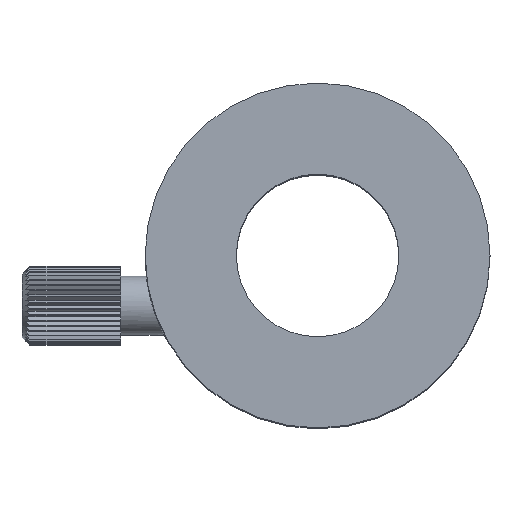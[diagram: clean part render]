
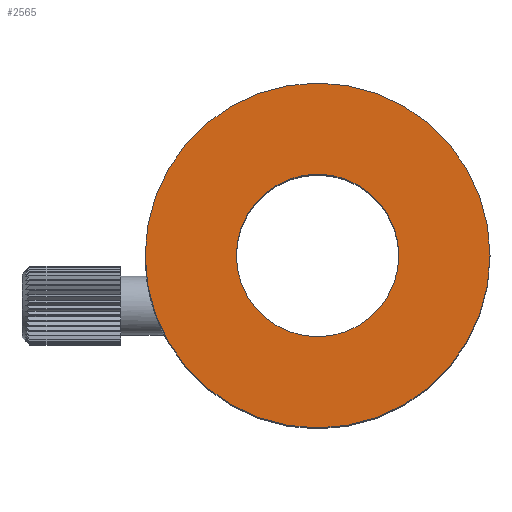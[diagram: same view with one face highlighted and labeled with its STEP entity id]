
A CAD part, top view. The second image highlights one B-rep face of the part: STEP entity #2565.
In plain terms, the highlighted planar face has unit normal (0, 0, 1).
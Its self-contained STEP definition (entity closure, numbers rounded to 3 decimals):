
#1155=VERTEX_POINT('',#3157);
#1343=VERTEX_POINT('',#3369);
#1515=EDGE_CURVE('',#1343,#2805,#3557,.T.);
#1741=VERTEX_POINT('',#3801);
#1869=EDGE_CURVE('',#1741,#1155,#3940,.T.);
#2263=EDGE_CURVE('',#2805,#1343,#4370,.T.);
#2565=ADVANCED_FACE('',(#4702,#4703),#4704,.T.);
#2697=EDGE_CURVE('',#1155,#1741,#4849,.T.);
#2805=VERTEX_POINT('',#4968);
#3157=CARTESIAN_POINT('',(17.5,0.,0.));
#3369=CARTESIAN_POINT('',(8.25,0.,0.));
#3557=CIRCLE('',#6042,8.25);
#3801=CARTESIAN_POINT('',(-17.5,0.,0.));
#3940=CIRCLE('',#6709,17.5);
#4370=CIRCLE('',#7436,8.25);
#4702=FACE_OUTER_BOUND('',#8024,.T.);
#4703=FACE_BOUND('',#8025,.T.);
#4704=PLANE('',#8026);
#4849=CIRCLE('',#8287,17.5);
#4968=CARTESIAN_POINT('',(-8.25,0.,0.));
#6042=AXIS2_PLACEMENT_3D('',#9532,#9533,#9534);
#6709=AXIS2_PLACEMENT_3D('',#9906,#9907,#9908);
#7436=AXIS2_PLACEMENT_3D('',#10352,#10353,#10354);
#8024=EDGE_LOOP('',(#10690,#10691));
#8025=EDGE_LOOP('',(#10692,#10693));
#8026=AXIS2_PLACEMENT_3D('',#10694,#10695,#10696);
#8287=AXIS2_PLACEMENT_3D('',#10843,#10844,#10845);
#9532=CARTESIAN_POINT('',(0.,0.,0.));
#9533=DIRECTION('',(0.,0.,-1.0));
#9534=DIRECTION('',(-1.0,0.,0.));
#9906=CARTESIAN_POINT('',(0.,0.,0.));
#9907=DIRECTION('',(0.,0.,-1.0));
#9908=DIRECTION('',(-1.0,0.,0.));
#10352=CARTESIAN_POINT('',(0.,0.,0.));
#10353=DIRECTION('',(0.,0.,-1.0));
#10354=DIRECTION('',(-1.0,0.,0.));
#10690=ORIENTED_EDGE('',*,*,#1869,.F.);
#10691=ORIENTED_EDGE('',*,*,#2697,.F.);
#10692=ORIENTED_EDGE('',*,*,#2263,.T.);
#10693=ORIENTED_EDGE('',*,*,#1515,.T.);
#10694=CARTESIAN_POINT('',(-12.875,0.,0.));
#10695=DIRECTION('',(0.,0.,1.0));
#10696=DIRECTION('',(-1.0,0.,0.));
#10843=CARTESIAN_POINT('',(0.,0.,0.));
#10844=DIRECTION('',(0.,0.,-1.0));
#10845=DIRECTION('',(-1.0,0.,0.));
